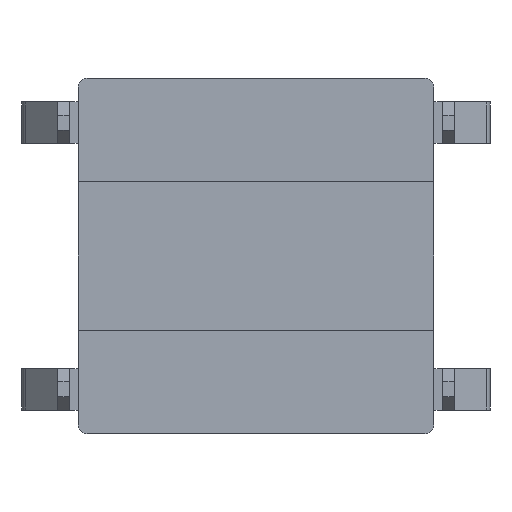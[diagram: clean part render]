
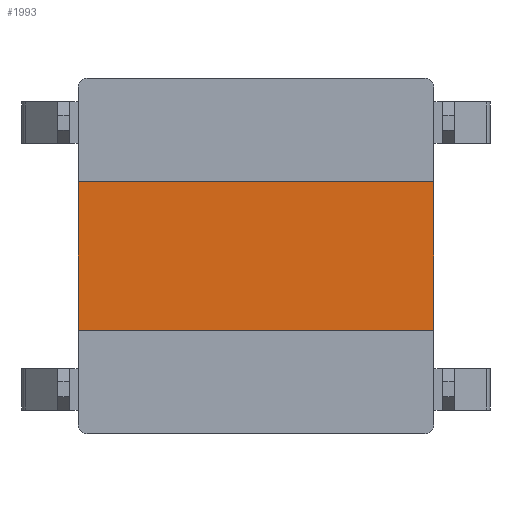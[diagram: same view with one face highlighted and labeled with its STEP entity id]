
A CAD part, front view. The second image highlights one B-rep face of the part: STEP entity #1993.
In plain terms, the highlighted planar face has unit normal (0, -1, 0).
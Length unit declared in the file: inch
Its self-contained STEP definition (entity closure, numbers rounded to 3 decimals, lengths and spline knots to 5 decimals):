
#10 = ORIENTED_EDGE ( 'NONE', *, *, #3714, .T. ) ;
#38 = CARTESIAN_POINT ( 'NONE',  ( -0.15551, 0.00394, 0.04921 ) ) ;
#185 = DIRECTION ( 'NONE',  ( 1., 0., 0. ) ) ;
#205 = CARTESIAN_POINT ( 'NONE',  ( -0.11811, 0.00394, -0.04921 ) ) ;
#334 = CARTESIAN_POINT ( 'NONE',  ( -0.11811, 0.00394, 0.04921 ) ) ;
#387 = DIRECTION ( 'NONE',  ( 1., 0., 0. ) ) ;
#489 = AXIS2_PLACEMENT_3D ( 'NONE', #38, #3695, #387 ) ;
#520 = VERTEX_POINT ( 'NONE', #2475 ) ;
#630 = CARTESIAN_POINT ( 'NONE',  ( 0.11811, 0.00394, 0.04921 ) ) ;
#761 = VECTOR ( 'NONE', #2820, 39.37008 ) ;
#835 = LINE ( 'NONE', #3177, #3009 ) ;
#1262 = ORIENTED_EDGE ( 'NONE', *, *, #2181, .F. ) ;
#1334 = EDGE_CURVE ( 'NONE', #520, #3401, #3830, .T. ) ;
#1512 = CARTESIAN_POINT ( 'NONE',  ( -0.11811, 0.00394, -0.11811 ) ) ;
#1658 = VECTOR ( 'NONE', #2864, 39.37008 ) ;
#1993 = ADVANCED_FACE ( 'NONE', ( #4028 ), #2342, .F. ) ;
#2103 = EDGE_CURVE ( 'NONE', #4148, #2877, #3217, .T. ) ;
#2170 = CARTESIAN_POINT ( 'NONE',  ( 0.11811, 0.00394, 0.04921 ) ) ;
#2181 = EDGE_CURVE ( 'NONE', #2877, #3401, #4216, .T. ) ;
#2342 = PLANE ( 'NONE',  #489 ) ;
#2475 = CARTESIAN_POINT ( 'NONE',  ( 0.11811, 0.00394, -0.04921 ) ) ;
#2820 = DIRECTION ( 'NONE',  ( 1., 0., 0. ) ) ;
#2864 = DIRECTION ( 'NONE',  ( 0., 0., 1. ) ) ;
#2877 = VERTEX_POINT ( 'NONE', #334 ) ;
#2897 = ORIENTED_EDGE ( 'NONE', *, *, #2103, .F. ) ;
#2917 = EDGE_LOOP ( 'NONE', ( #10, #3959, #1262, #2897 ) ) ;
#3009 = VECTOR ( 'NONE', #185, 39.37008 ) ;
#3177 = CARTESIAN_POINT ( 'NONE',  ( -0.15551, 0.00394, -0.04921 ) ) ;
#3215 = VECTOR ( 'NONE', #3478, 39.37008 ) ;
#3217 = LINE ( 'NONE', #1512, #3215 ) ;
#3401 = VERTEX_POINT ( 'NONE', #630 ) ;
#3478 = DIRECTION ( 'NONE',  ( 0., 0., 1. ) ) ;
#3695 = DIRECTION ( 'NONE',  ( 0., 1., 0. ) ) ;
#3714 = EDGE_CURVE ( 'NONE', #4148, #520, #835, .T. ) ;
#3812 = CARTESIAN_POINT ( 'NONE',  ( -0.15551, 0.00394, 0.04921 ) ) ;
#3830 = LINE ( 'NONE', #2170, #1658 ) ;
#3959 = ORIENTED_EDGE ( 'NONE', *, *, #1334, .T. ) ;
#4028 = FACE_OUTER_BOUND ( 'NONE', #2917, .T. ) ;
#4148 = VERTEX_POINT ( 'NONE', #205 ) ;
#4216 = LINE ( 'NONE', #3812, #761 ) ;
